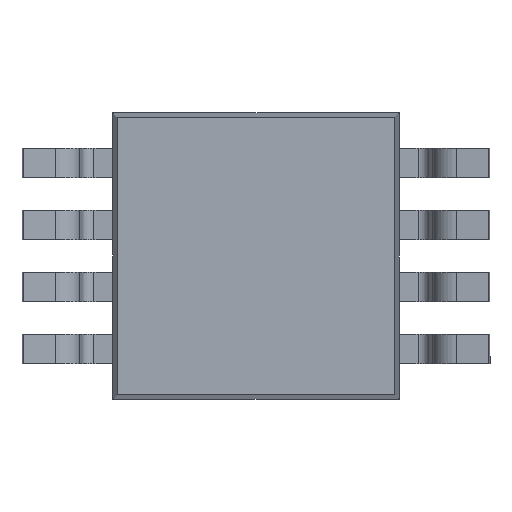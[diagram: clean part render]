
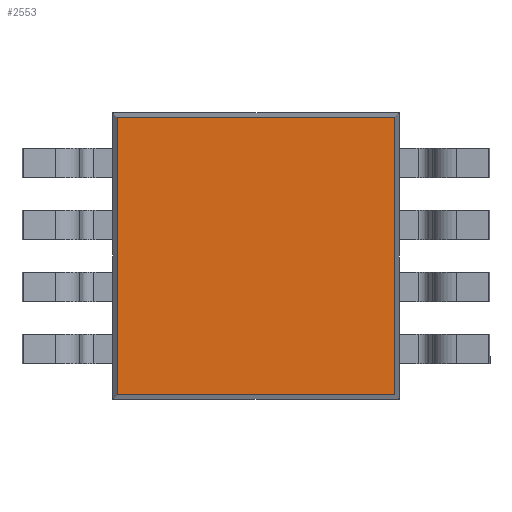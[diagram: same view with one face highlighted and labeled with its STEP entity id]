
A CAD part, front view. The second image highlights one B-rep face of the part: STEP entity #2553.
In plain terms, the highlighted planar face has unit normal (0, -1, 0).
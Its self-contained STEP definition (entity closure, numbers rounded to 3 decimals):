
#96 = CARTESIAN_POINT ( 'NONE',  ( -1.5, 0.15, -1.451 ) ) ;
#165 = ORIENTED_EDGE ( 'NONE', *, *, #3878, .T. ) ;
#266 = VERTEX_POINT ( 'NONE', #687 ) ;
#273 = CARTESIAN_POINT ( 'NONE',  ( 1.451, 0.15, 1.451 ) ) ;
#304 = LINE ( 'NONE', #3009, #2092 ) ;
#581 = AXIS2_PLACEMENT_3D ( 'NONE', #3075, #2140, #1234 ) ;
#673 = DIRECTION ( 'NONE',  ( -1., 0., 0. ) ) ;
#687 = CARTESIAN_POINT ( 'NONE',  ( -1.451, 0.15, -1.451 ) ) ;
#767 = DIRECTION ( 'NONE',  ( 1., 0., 0. ) ) ;
#1107 = VERTEX_POINT ( 'NONE', #2163 ) ;
#1166 = LINE ( 'NONE', #2225, #3634 ) ;
#1234 = DIRECTION ( 'NONE',  ( 1., 0., 0. ) ) ;
#1443 = VERTEX_POINT ( 'NONE', #273 ) ;
#1491 = DIRECTION ( 'NONE',  ( 0., 0., 1. ) ) ;
#1620 = VECTOR ( 'NONE', #1491, 1000. ) ;
#1750 = ORIENTED_EDGE ( 'NONE', *, *, #3650, .T. ) ;
#1856 = FACE_OUTER_BOUND ( 'NONE', #2977, .T. ) ;
#2092 = VECTOR ( 'NONE', #2956, 1000. ) ;
#2140 = DIRECTION ( 'NONE',  ( 0., -1., 0. ) ) ;
#2163 = CARTESIAN_POINT ( 'NONE',  ( 1.451, 0.15, -1.451 ) ) ;
#2225 = CARTESIAN_POINT ( 'NONE',  ( 1.5, 0.15, 1.451 ) ) ;
#2244 = VECTOR ( 'NONE', #767, 1000. ) ;
#2314 = CARTESIAN_POINT ( 'NONE',  ( -1.451, 0.15, 1.451 ) ) ;
#2400 = CARTESIAN_POINT ( 'NONE',  ( 1.451, 0.15, -1.5 ) ) ;
#2553 = ADVANCED_FACE ( 'NONE', ( #1856 ), #3999, .T. ) ;
#2877 = LINE ( 'NONE', #2400, #1620 ) ;
#2956 = DIRECTION ( 'NONE',  ( 0., 0., -1. ) ) ;
#2977 = EDGE_LOOP ( 'NONE', ( #3024, #1750, #3809, #165 ) ) ;
#3009 = CARTESIAN_POINT ( 'NONE',  ( -1.451, 0.15, 1.5 ) ) ;
#3024 = ORIENTED_EDGE ( 'NONE', *, *, #3031, .T. ) ;
#3031 = EDGE_CURVE ( 'NONE', #1107, #1443, #2877, .T. ) ;
#3051 = LINE ( 'NONE', #96, #2244 ) ;
#3075 = CARTESIAN_POINT ( 'NONE',  ( 0., 0.15, 0. ) ) ;
#3545 = EDGE_CURVE ( 'NONE', #3799, #266, #304, .T. ) ;
#3634 = VECTOR ( 'NONE', #673, 1000. ) ;
#3650 = EDGE_CURVE ( 'NONE', #1443, #3799, #1166, .T. ) ;
#3799 = VERTEX_POINT ( 'NONE', #2314 ) ;
#3809 = ORIENTED_EDGE ( 'NONE', *, *, #3545, .T. ) ;
#3878 = EDGE_CURVE ( 'NONE', #266, #1107, #3051, .T. ) ;
#3999 = PLANE ( 'NONE',  #581 ) ;
